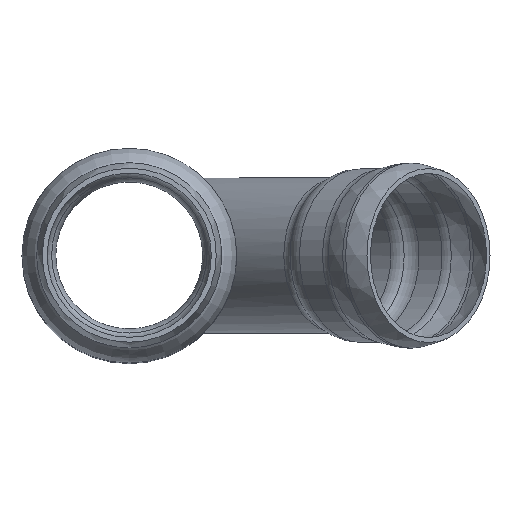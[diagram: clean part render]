
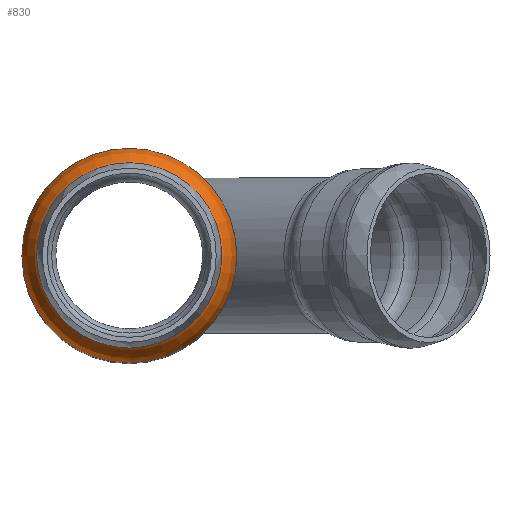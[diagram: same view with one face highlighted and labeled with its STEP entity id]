
A CAD part, top view. The second image highlights one B-rep face of the part: STEP entity #830.
In plain terms, the highlighted toroidal (fillet/blend) face has major radius 205 mm and minor radius 160 mm.
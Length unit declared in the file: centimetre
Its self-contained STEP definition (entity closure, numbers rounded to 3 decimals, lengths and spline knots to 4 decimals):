
#137=FACE_OUTER_BOUND('',#189,.T.);
#189=EDGE_LOOP('',(#680,#681,#682,#683,#684));
#262=CIRCLE('',#922,36.5);
#263=CIRCLE('',#923,36.5);
#273=CIRCLE('',#939,30.5);
#275=CIRCLE('',#942,16.);
#351=VERTEX_POINT('',#1584);
#352=VERTEX_POINT('',#1586);
#365=VERTEX_POINT('',#1797);
#455=EDGE_CURVE('',#351,#352,#262,.T.);
#456=EDGE_CURVE('',#352,#351,#263,.T.);
#476=EDGE_CURVE('',#365,#365,#273,.T.);
#478=EDGE_CURVE('',#352,#365,#275,.T.);
#680=ORIENTED_EDGE('',*,*,#456,.F.);
#681=ORIENTED_EDGE('',*,*,#478,.T.);
#682=ORIENTED_EDGE('',*,*,#476,.T.);
#683=ORIENTED_EDGE('',*,*,#478,.F.);
#684=ORIENTED_EDGE('',*,*,#455,.F.);
#794=TOROIDAL_SURFACE('',#941,20.5,16.);
#830=ADVANCED_FACE('',(#137),#794,.T.);
#922=AXIS2_PLACEMENT_3D('',#1587,#1142,#1143);
#923=AXIS2_PLACEMENT_3D('',#1588,#1144,#1145);
#939=AXIS2_PLACEMENT_3D('',#1798,#1181,#1182);
#941=AXIS2_PLACEMENT_3D('',#1801,#1185,#1186);
#942=AXIS2_PLACEMENT_3D('',#1802,#1187,#1188);
#1142=DIRECTION('center_axis',(0.,0.,-1.));
#1143=DIRECTION('ref_axis',(1.,0.,0.));
#1144=DIRECTION('center_axis',(0.,0.,-1.));
#1145=DIRECTION('ref_axis',(1.,0.,0.));
#1181=DIRECTION('center_axis',(0.,0.,-1.));
#1182=DIRECTION('ref_axis',(1.,0.,0.));
#1185=DIRECTION('center_axis',(0.,0.,-1.));
#1186=DIRECTION('ref_axis',(0.,1.,0.));
#1187=DIRECTION('center_axis',(-1.,0.,0.));
#1188=DIRECTION('ref_axis',(0.,-1.,0.));
#1584=CARTESIAN_POINT('',(678.2421,345.2826,48.51));
#1586=CARTESIAN_POINT('',(641.7421,308.7826,48.51));
#1587=CARTESIAN_POINT('Origin',(641.7421,345.2826,48.51));
#1588=CARTESIAN_POINT('Origin',(641.7421,345.2826,48.51));
#1797=CARTESIAN_POINT('',(641.7421,314.7826,61.));
#1798=CARTESIAN_POINT('Origin',(641.7421,345.2826,61.));
#1801=CARTESIAN_POINT('Origin',(641.7421,345.2826,48.51));
#1802=CARTESIAN_POINT('Origin',(641.7421,324.7826,48.51));
